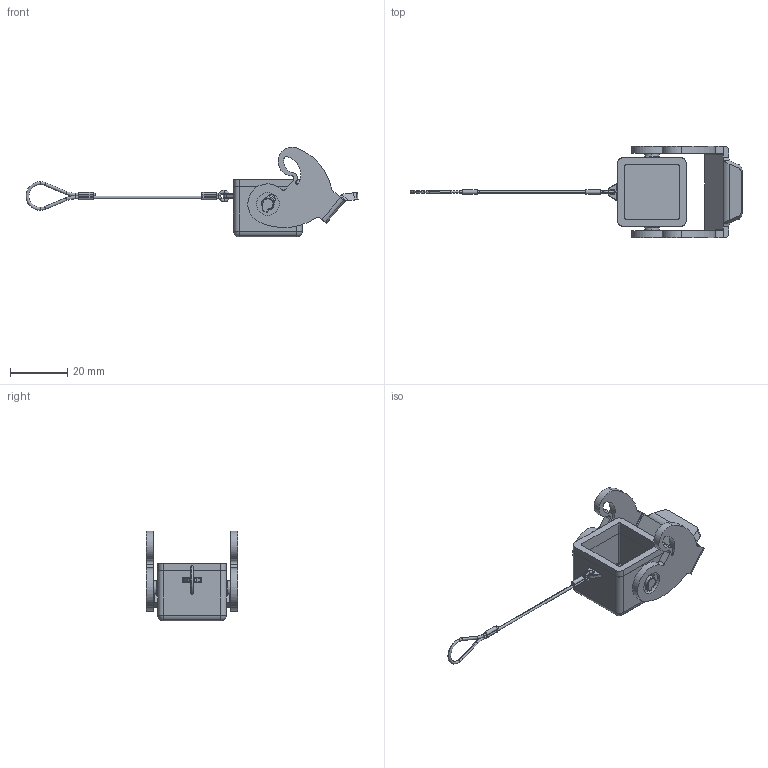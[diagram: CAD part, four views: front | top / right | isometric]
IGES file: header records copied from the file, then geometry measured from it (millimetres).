
Global section: file name: No Iges File Name specified; native system: AutoDesk Inventor R6.1; preprocessor: AutoDesk Inventor Iges Exporter R6.1; author: No Author specified; organization: No Organization specified; date: 20061207.102422; units: millimetre
Bounding box: 115.88 x 32 x 31.34 mm (x, y, z)
Volume: 7236.2 mm3; surface area: 8732.3 mm2
Topology: 2 solids, 2 shells, 361 faces, 941 edges, 578 vertices
Faces by surface type: cylinder 94, plane 94, revolution 80, bspline 51, torus 36, sphere 4, cone 2
